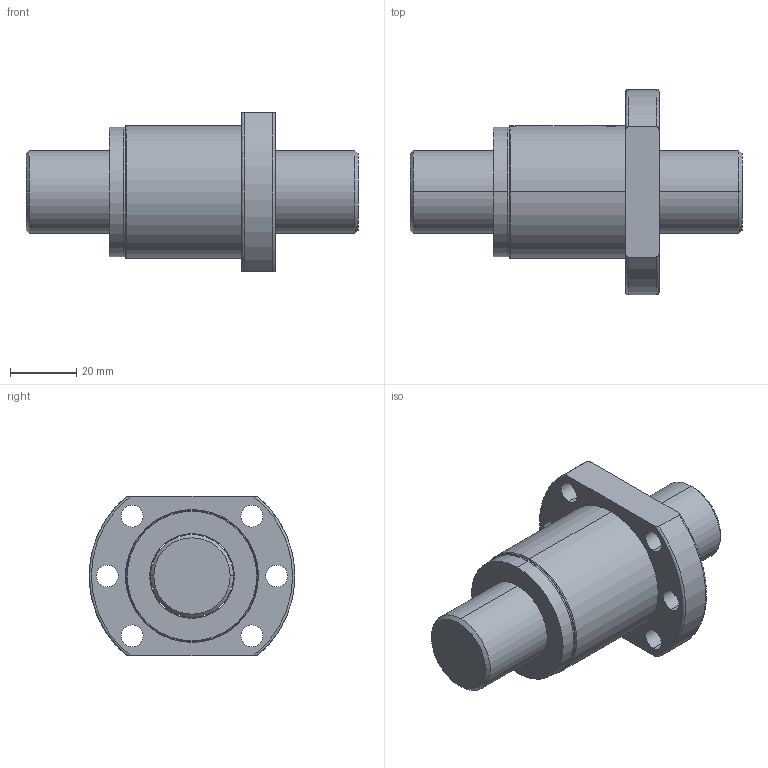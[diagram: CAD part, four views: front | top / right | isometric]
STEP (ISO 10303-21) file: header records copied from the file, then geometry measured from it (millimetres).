
FILE_DESCRIPTION (( 'STEP AP203' ), '1' );
FILE_NAME ('SFS02506.STEP', '2019-04-04T06:46:28', ( '' ), ( '' ), 'SwSTEP 2.0', 'SolidWorks 2015', '' );
FILE_SCHEMA (( 'CONFIG_CONTROL_DESIGN' ));
Length unit declared in the file: millimetre
Products named in the file (1): SFS02506
Bounding box: 100 x 61.8 x 48 mm (x, y, z)
Volume: 95042.8 mm3; surface area: 30183.8 mm2
Topology: 5 solids, 5 shells, 687 faces, 1916 edges, 1276 vertices
Faces by surface type: plane 609, cylinder 47, bspline 27, cone 4
Entity records: 23699 total; most frequent: CARTESIAN_POINT 7457, ORIENTED_EDGE 3832, DIRECTION 2798, EDGE_CURVE 1916, LINE 1282, VECTOR 1282, VERTEX_POINT 1276, AXIS2_PLACEMENT_3D 758
